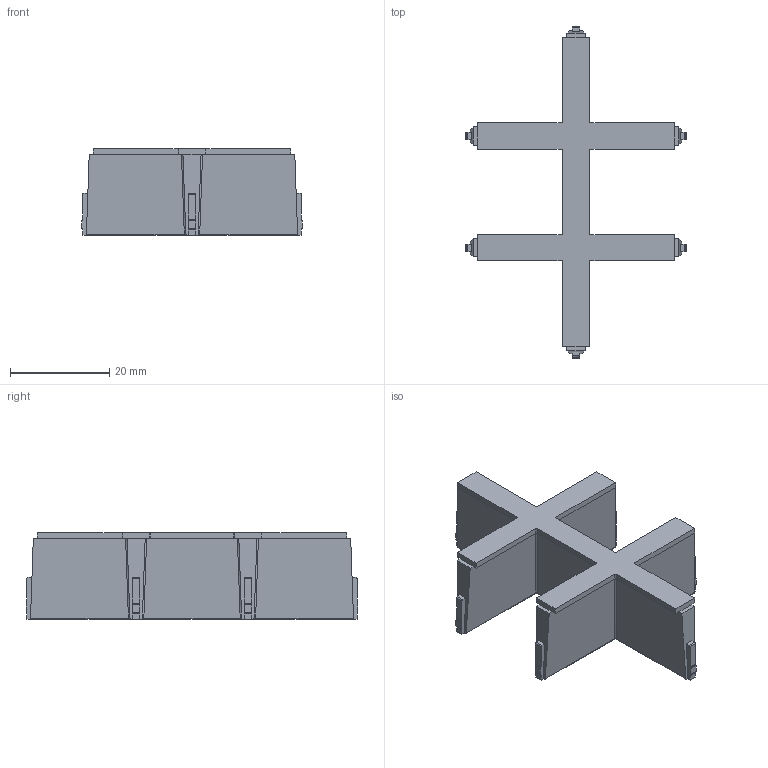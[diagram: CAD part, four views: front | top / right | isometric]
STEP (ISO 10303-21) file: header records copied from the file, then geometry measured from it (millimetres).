
FILE_DESCRIPTION(('CATIA V5R24 STEP','CAx-IF Rec.Pracs.--- Model Styling and Organization---1.2---2011-12-15'),'2;1');
FILE_NAME ('D1463374_0_2584270000_2584270000.stp','2018-08-20T06:36:49+00:00',('none'),('Weidmueller'),'CATIA Version 5-6 Release 2014 SP4 HF52','CATIA V5 STEP AP214','none');
FILE_SCHEMA(('AUTOMOTIVE_DESIGN { 1 0 10303 214 1 1 1 1 }'));
Length unit declared in the file: millimetre
Products named in the file (1): 67119_CABTITE_GI_H_BK
Bounding box: 44.32 x 66.82 x 17.5 mm (x, y, z)
Volume: 8008.3 mm3; surface area: 6408.5 mm2
Topology: 1 solids, 1 shells, 170 faces, 476 edges, 308 vertices
Faces by surface type: plane 102, cylinder 60, bspline 8
Entity records: 5958 total; most frequent: CARTESIAN_POINT 1812, ORIENTED_EDGE 952, DIRECTION 706, EDGE_CURVE 476, VECTOR 348, LINE 348, VERTEX_POINT 308, AXIS2_PLACEMENT_3D 207
